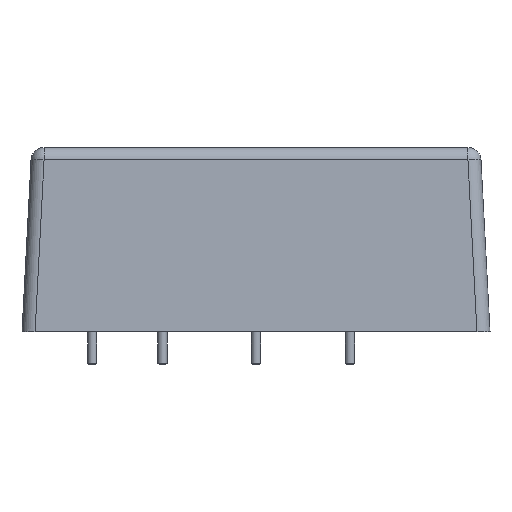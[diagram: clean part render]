
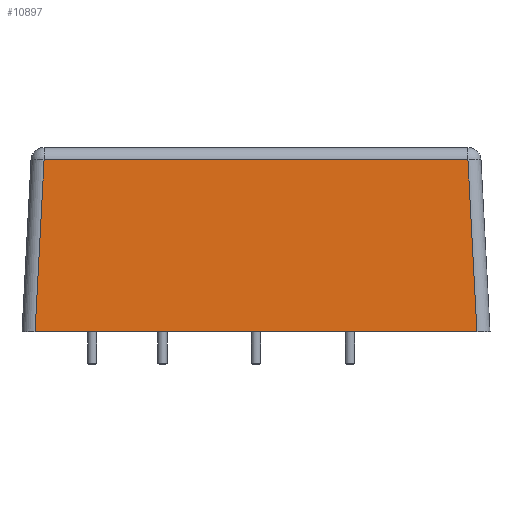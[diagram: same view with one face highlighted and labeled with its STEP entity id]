
A CAD part, front view. The second image highlights one B-rep face of the part: STEP entity #10897.
In plain terms, the highlighted planar face has unit normal (0, -0.999, 0.052).
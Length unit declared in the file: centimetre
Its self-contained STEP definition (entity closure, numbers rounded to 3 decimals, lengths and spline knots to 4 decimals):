
#926=AXIS2_PLACEMENT_3D('',#15045,#4297,$);
#1209=PLANE('',#926);
#2100=VECTOR('',#4231,1.);
#2107=VECTOR('',#4272,1.);
#2110=VECTOR('',#4285,1.);
#2112=VECTOR('',#4291,1.);
#3003=LINE('',#14994,#2100);
#3010=LINE('',#15026,#2107);
#3013=LINE('',#15036,#2110);
#3015=LINE('',#15040,#2112);
#4231=DIRECTION('',(1.,0.,0.));
#4272=DIRECTION('',(0.052,0.052,0.997));
#4285=DIRECTION('',(0.052,-0.052,-0.997));
#4291=DIRECTION('',(1.,0.,0.));
#4297=DIRECTION('',(0.,-0.999,0.052));
#5138=VERTEX_POINT('',#14993);
#5139=VERTEX_POINT('',#14995);
#5146=VERTEX_POINT('',#15023);
#5147=VERTEX_POINT('',#15030);
#6741=EDGE_CURVE('',#5139,#5138,#3003,.T.);
#6758=EDGE_CURVE('',#5139,#5146,#3010,.T.);
#6764=EDGE_CURVE('',#5147,#5138,#3013,.T.);
#6766=EDGE_CURVE('',#5146,#5147,#3015,.T.);
#9310=ORIENTED_EDGE('',*,*,#6758,.F.);
#9311=ORIENTED_EDGE('',*,*,#6741,.T.);
#9312=ORIENTED_EDGE('',*,*,#6764,.F.);
#9313=ORIENTED_EDGE('',*,*,#6766,.F.);
#9863=EDGE_LOOP('',(#9310,#9311,#9312,#9313));
#10410=FACE_BOUND('',#9863,.T.);
#10897=ADVANCED_FACE('',(#10410),#1209,.T.);
#14993=CARTESIAN_POINT('',(2.3602,-3.14,0.));
#14994=CARTESIAN_POINT('',(-2.5,-3.14,0.));
#14995=CARTESIAN_POINT('',(-2.3602,-3.14,0.));
#15023=CARTESIAN_POINT('',(-2.2639,-3.0437,1.8373));
#15026=CARTESIAN_POINT('',(-2.3537,-3.1336,0.123));
#15030=CARTESIAN_POINT('',(2.2639,-3.0437,1.8373));
#15036=CARTESIAN_POINT('',(2.352,-3.1318,0.1564));
#15040=CARTESIAN_POINT('',(1.25,-3.0437,1.8373));
#15045=CARTESIAN_POINT('',(2.5,-3.14,0.));
